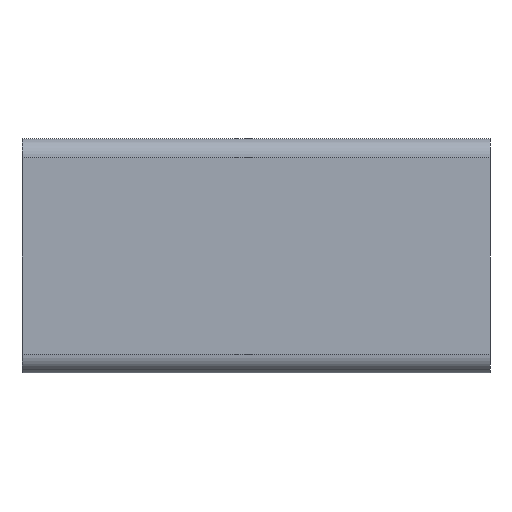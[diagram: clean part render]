
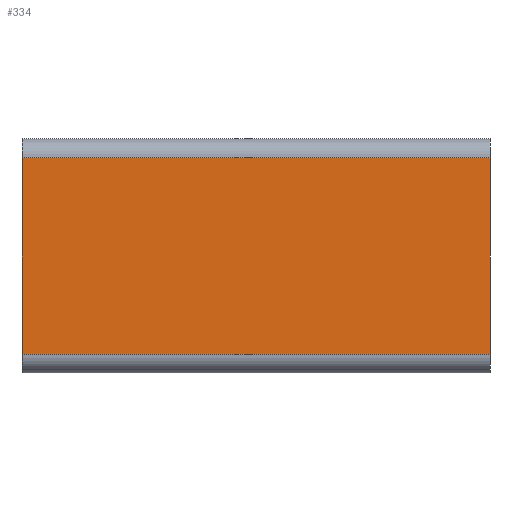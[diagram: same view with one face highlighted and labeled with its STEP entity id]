
A CAD part, left-side view. The second image highlights one B-rep face of the part: STEP entity #334.
In plain terms, the highlighted planar face has unit normal (-1, 0, 0).
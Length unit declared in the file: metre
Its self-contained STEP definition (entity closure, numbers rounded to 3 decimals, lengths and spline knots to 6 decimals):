
#44=ORIENTED_EDGE('',*,*,#140,.F.);
#45=ORIENTED_EDGE('',*,*,#141,.F.);
#46=ORIENTED_EDGE('',*,*,#142,.T.);
#47=ORIENTED_EDGE('',*,*,#143,.T.);
#140=EDGE_CURVE('',#188,#189,#220,.T.);
#141=EDGE_CURVE('',#190,#188,#221,.T.);
#142=EDGE_CURVE('',#190,#191,#222,.T.);
#143=EDGE_CURVE('',#191,#189,#223,.T.);
#188=VERTEX_POINT('',#504);
#189=VERTEX_POINT('',#505);
#190=VERTEX_POINT('',#507);
#191=VERTEX_POINT('',#509);
#220=LINE('',#503,#252);
#221=LINE('',#506,#253);
#222=LINE('',#508,#254);
#223=LINE('',#510,#255);
#252=VECTOR('',#403,1.);
#253=VECTOR('',#404,1.);
#254=VECTOR('',#405,1.);
#255=VECTOR('',#406,1.);
#284=EDGE_LOOP('',(#44,#45,#46,#47));
#304=FACE_BOUND('',#284,.T.);
#324=PLANE('',#365);
#334=ADVANCED_FACE('',(#304),#324,.T.);
#365=AXIS2_PLACEMENT_3D('',#502,#401,#402);
#401=DIRECTION('',(-1.,0.,0.));
#402=DIRECTION('',(0.,0.,1.));
#403=DIRECTION('',(0.,0.,1.));
#404=DIRECTION('',(0.,1.,0.));
#405=DIRECTION('',(0.,0.,1.));
#406=DIRECTION('',(0.,1.,0.));
#502=CARTESIAN_POINT('',(0.,-0.1,0.025));
#503=CARTESIAN_POINT('',(0.,0.,0.025));
#504=CARTESIAN_POINT('',(0.,0.,0.004));
#505=CARTESIAN_POINT('',(0.,0.,0.046));
#506=CARTESIAN_POINT('',(0.,-0.1,0.004));
#507=CARTESIAN_POINT('',(0.,-0.1,0.004));
#508=CARTESIAN_POINT('',(0.,-0.1,0.025));
#509=CARTESIAN_POINT('',(0.,-0.1,0.046));
#510=CARTESIAN_POINT('',(0.,-0.1,0.046));
